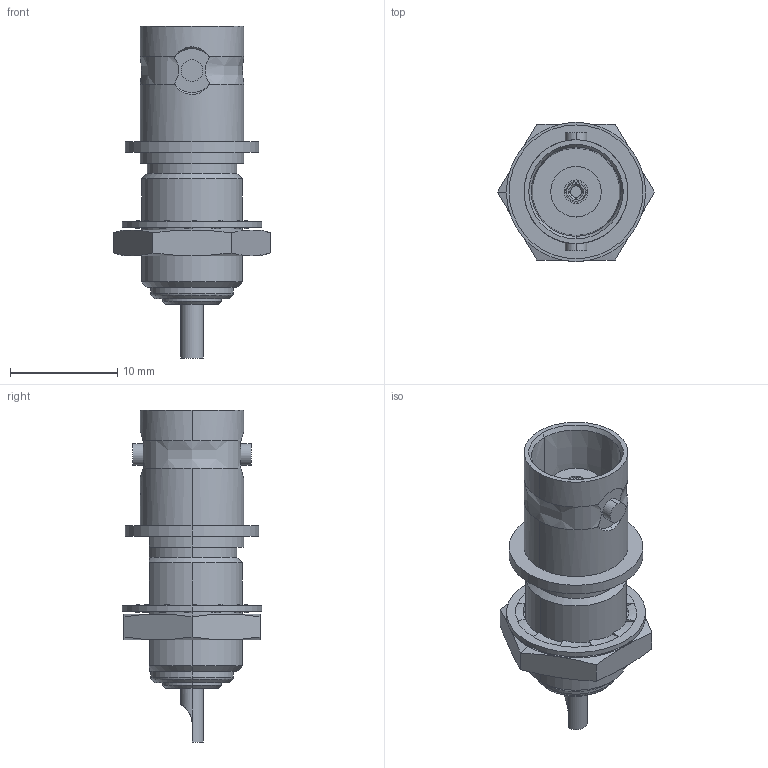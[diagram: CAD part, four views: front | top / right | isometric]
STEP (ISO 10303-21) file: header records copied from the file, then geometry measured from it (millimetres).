
FILE_DESCRIPTION (( 'STEP AP214' ), '1' );
FILE_NAME ('J01001A0615.STEP', '2016-07-28T06:30:00', ( '' ), ( '' ), 'SwSTEP 2.0', 'SolidWorks 2015', '' );
FILE_SCHEMA (( 'AUTOMOTIVE_DESIGN' ));
Length unit declared in the file: millimetre
Products named in the file (1): J01001A0615
Bounding box: 14.66 x 13 x 31 mm (x, y, z)
Volume: 1693 mm3; surface area: 1769.5 mm2
Topology: 2 solids, 2 shells, 255 faces, 626 edges, 391 vertices
Faces by surface type: plane 112, cylinder 54, cone 48, bspline 41
Entity records: 11113 total; most frequent: CARTESIAN_POINT 2572, ORIENTED_EDGE 1248, DIRECTION 1072, EDGE_CURVE 624, VERTEX_POINT 391, AXIS2_PLACEMENT_3D 373, VECTOR 326, LINE 326
